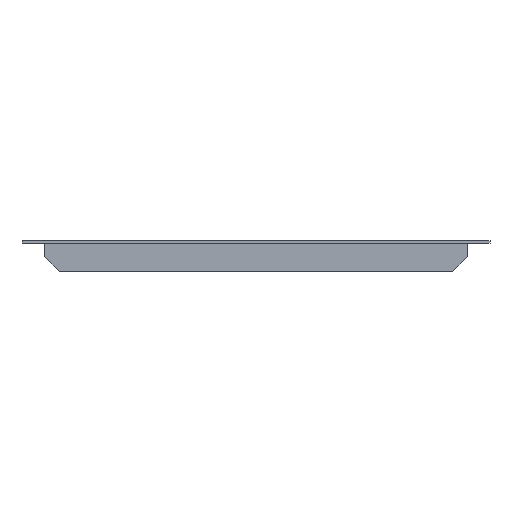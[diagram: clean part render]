
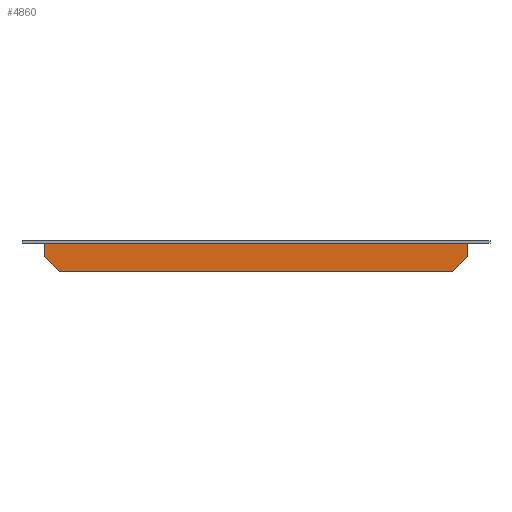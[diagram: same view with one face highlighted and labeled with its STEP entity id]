
A CAD part, front view. The second image highlights one B-rep face of the part: STEP entity #4860.
In plain terms, the highlighted planar face has unit normal (0, -1, 0).
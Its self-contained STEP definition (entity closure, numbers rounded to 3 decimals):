
#66 = EDGE_CURVE ( 'NONE', #4980, #1099, #5616, .T. ) ;
#77 = DIRECTION ( 'NONE',  ( -1., 0., 0. ) ) ;
#892 = VECTOR ( 'NONE', #12619, 1000. ) ;
#1010 = CARTESIAN_POINT ( 'NONE',  ( 113., -42., 0. ) ) ;
#1051 = CARTESIAN_POINT ( 'NONE',  ( -113., -42., 0. ) ) ;
#1099 = VERTEX_POINT ( 'NONE', #11386 ) ;
#1707 = EDGE_CURVE ( 'NONE', #1814, #6150, #8769, .T. ) ;
#1814 = VERTEX_POINT ( 'NONE', #9963 ) ;
#1956 = ORIENTED_EDGE ( 'NONE', *, *, #9207, .T. ) ;
#2274 = ORIENTED_EDGE ( 'NONE', *, *, #9655, .T. ) ;
#2380 = CARTESIAN_POINT ( 'NONE',  ( 105., -42., -15. ) ) ;
#2674 = CARTESIAN_POINT ( 'NONE',  ( 4., -42., -124. ) ) ;
#2989 = CARTESIAN_POINT ( 'NONE',  ( 113., -42., -15. ) ) ;
#3324 = DIRECTION ( 'NONE',  ( -1., 0., 0. ) ) ;
#3379 = DIRECTION ( 'NONE',  ( 0., 0., 1. ) ) ;
#3726 = LINE ( 'NONE', #2674, #892 ) ;
#4033 = VECTOR ( 'NONE', #12717, 1000. ) ;
#4151 = CARTESIAN_POINT ( 'NONE',  ( 113., -42., 0. ) ) ;
#4218 = CARTESIAN_POINT ( 'NONE',  ( 113., -42., -15. ) ) ;
#4373 = VECTOR ( 'NONE', #3379, 1000. ) ;
#4708 = DIRECTION ( 'NONE',  ( 0.707, 0., 0.707 ) ) ;
#4860 = ADVANCED_FACE ( 'NONE', ( #11850 ), #6521, .F. ) ;
#4980 = VERTEX_POINT ( 'NONE', #2380 ) ;
#5374 = VECTOR ( 'NONE', #77, 1000. ) ;
#5429 = CARTESIAN_POINT ( 'NONE',  ( 113., -42., -15. ) ) ;
#5616 = LINE ( 'NONE', #11078, #7325 ) ;
#6150 = VERTEX_POINT ( 'NONE', #1051 ) ;
#6521 = PLANE ( 'NONE',  #12490 ) ;
#6523 = LINE ( 'NONE', #4151, #5374 ) ;
#6683 = LINE ( 'NONE', #5429, #13731 ) ;
#7325 = VECTOR ( 'NONE', #4708, 1000. ) ;
#7366 = DIRECTION ( 'NONE',  ( 0., 1., 0. ) ) ;
#7812 = ORIENTED_EDGE ( 'NONE', *, *, #66, .T. ) ;
#8399 = ORIENTED_EDGE ( 'NONE', *, *, #9569, .T. ) ;
#8655 = VERTEX_POINT ( 'NONE', #1010 ) ;
#8769 = LINE ( 'NONE', #13172, #4373 ) ;
#8807 = VERTEX_POINT ( 'NONE', #12662 ) ;
#9207 = EDGE_CURVE ( 'NONE', #1099, #8655, #11465, .T. ) ;
#9569 = EDGE_CURVE ( 'NONE', #1814, #8807, #3726, .T. ) ;
#9655 = EDGE_CURVE ( 'NONE', #8655, #6150, #6523, .T. ) ;
#9771 = EDGE_LOOP ( 'NONE', ( #11332, #8399, #13112, #7812, #1956, #2274 ) ) ;
#9963 = CARTESIAN_POINT ( 'NONE',  ( -113., -42., -7. ) ) ;
#11078 = CARTESIAN_POINT ( 'NONE',  ( 109., -42., -11. ) ) ;
#11332 = ORIENTED_EDGE ( 'NONE', *, *, #1707, .F. ) ;
#11386 = CARTESIAN_POINT ( 'NONE',  ( 113., -42., -7. ) ) ;
#11465 = LINE ( 'NONE', #2989, #4033 ) ;
#11776 = DIRECTION ( 'NONE',  ( 0., 0., 1. ) ) ;
#11850 = FACE_OUTER_BOUND ( 'NONE', #9771, .T. ) ;
#12125 = EDGE_CURVE ( 'NONE', #4980, #8807, #6683, .T. ) ;
#12490 = AXIS2_PLACEMENT_3D ( 'NONE', #4218, #7366, #11776 ) ;
#12619 = DIRECTION ( 'NONE',  ( 0.707, 0., -0.707 ) ) ;
#12662 = CARTESIAN_POINT ( 'NONE',  ( -105., -42., -15. ) ) ;
#12717 = DIRECTION ( 'NONE',  ( 0., 0., 1. ) ) ;
#13112 = ORIENTED_EDGE ( 'NONE', *, *, #12125, .F. ) ;
#13172 = CARTESIAN_POINT ( 'NONE',  ( -113., -42., -15. ) ) ;
#13731 = VECTOR ( 'NONE', #3324, 1000. ) ;
